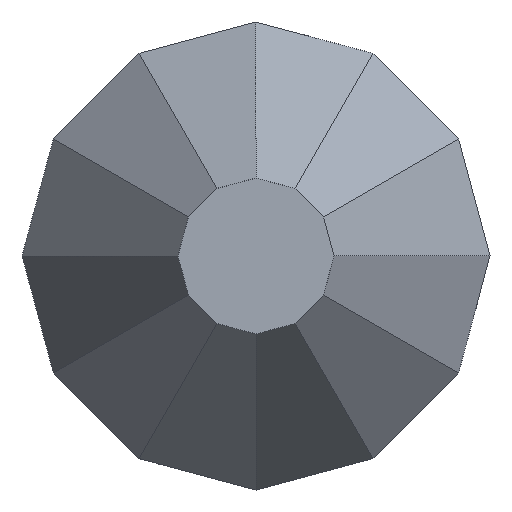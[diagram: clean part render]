
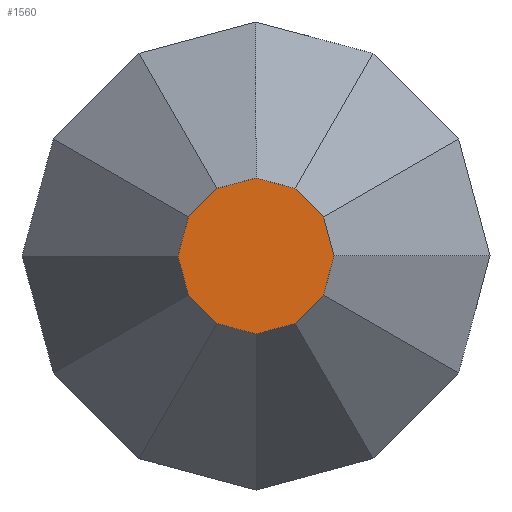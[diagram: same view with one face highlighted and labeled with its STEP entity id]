
A CAD part, front view. The second image highlights one B-rep face of the part: STEP entity #1560.
In plain terms, the highlighted planar face has unit normal (0, -1, 0).
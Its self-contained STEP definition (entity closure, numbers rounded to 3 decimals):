
#37=FACE_OUTER_BOUND('',#138,.T.);
#138=EDGE_LOOP('',(#1056,#1057,#1058,#1059,#1060,#1061,#1062,#1063,#1064,
#1065,#1066,#1067));
#231=LINE('',#2209,#449);
#234=LINE('',#2215,#452);
#237=LINE('',#2221,#455);
#240=LINE('',#2227,#458);
#243=LINE('',#2233,#461);
#246=LINE('',#2239,#464);
#249=LINE('',#2245,#467);
#252=LINE('',#2251,#470);
#255=LINE('',#2257,#473);
#258=LINE('',#2263,#476);
#261=LINE('',#2269,#479);
#264=LINE('',#2273,#482);
#449=VECTOR('',#1781,10.);
#452=VECTOR('',#1786,10.);
#455=VECTOR('',#1791,10.);
#458=VECTOR('',#1796,10.);
#461=VECTOR('',#1801,10.);
#464=VECTOR('',#1806,10.);
#467=VECTOR('',#1811,10.);
#470=VECTOR('',#1816,10.);
#473=VECTOR('',#1821,10.);
#476=VECTOR('',#1826,10.);
#479=VECTOR('',#1831,10.);
#482=VECTOR('',#1836,10.);
#667=VERTEX_POINT('',#2206);
#668=VERTEX_POINT('',#2208);
#670=VERTEX_POINT('',#2214);
#672=VERTEX_POINT('',#2220);
#674=VERTEX_POINT('',#2226);
#676=VERTEX_POINT('',#2232);
#678=VERTEX_POINT('',#2238);
#680=VERTEX_POINT('',#2244);
#682=VERTEX_POINT('',#2250);
#684=VERTEX_POINT('',#2256);
#686=VERTEX_POINT('',#2262);
#688=VERTEX_POINT('',#2268);
#790=EDGE_CURVE('',#668,#667,#231,.T.);
#793=EDGE_CURVE('',#670,#668,#234,.T.);
#796=EDGE_CURVE('',#672,#670,#237,.T.);
#799=EDGE_CURVE('',#674,#672,#240,.T.);
#802=EDGE_CURVE('',#676,#674,#243,.T.);
#805=EDGE_CURVE('',#678,#676,#246,.T.);
#808=EDGE_CURVE('',#680,#678,#249,.T.);
#811=EDGE_CURVE('',#682,#680,#252,.T.);
#814=EDGE_CURVE('',#684,#682,#255,.T.);
#817=EDGE_CURVE('',#686,#684,#258,.T.);
#820=EDGE_CURVE('',#688,#686,#261,.T.);
#823=EDGE_CURVE('',#667,#688,#264,.T.);
#1056=ORIENTED_EDGE('',*,*,#823,.T.);
#1057=ORIENTED_EDGE('',*,*,#820,.T.);
#1058=ORIENTED_EDGE('',*,*,#817,.T.);
#1059=ORIENTED_EDGE('',*,*,#814,.T.);
#1060=ORIENTED_EDGE('',*,*,#811,.T.);
#1061=ORIENTED_EDGE('',*,*,#808,.T.);
#1062=ORIENTED_EDGE('',*,*,#805,.T.);
#1063=ORIENTED_EDGE('',*,*,#802,.T.);
#1064=ORIENTED_EDGE('',*,*,#799,.T.);
#1065=ORIENTED_EDGE('',*,*,#796,.T.);
#1066=ORIENTED_EDGE('',*,*,#793,.T.);
#1067=ORIENTED_EDGE('',*,*,#790,.T.);
#1460=PLANE('',#1684);
#1560=ADVANCED_FACE('',(#37),#1460,.T.);
#1684=AXIS2_PLACEMENT_3D('',#2274,#1837,#1838);
#1781=DIRECTION('',(0.707,0.,-0.707));
#1786=DIRECTION('',(0.259,0.,-0.966));
#1791=DIRECTION('',(-0.259,0.,-0.966));
#1796=DIRECTION('',(-0.707,0.,-0.707));
#1801=DIRECTION('',(-0.966,0.,-0.259));
#1806=DIRECTION('',(-0.966,0.,0.259));
#1811=DIRECTION('',(-0.707,0.,0.707));
#1816=DIRECTION('',(-0.259,0.,0.966));
#1821=DIRECTION('',(0.259,0.,0.966));
#1826=DIRECTION('',(0.707,0.,0.707));
#1831=DIRECTION('',(0.966,0.,0.259));
#1836=DIRECTION('',(0.966,0.,-0.259));
#1837=DIRECTION('center_axis',(0.,-1.,0.));
#1838=DIRECTION('ref_axis',(0.,0.,-1.));
#2206=CARTESIAN_POINT('',(-1.5,-11.,-2.598));
#2208=CARTESIAN_POINT('',(-2.598,-11.,-1.5));
#2209=CARTESIAN_POINT('',(-2.598,-11.,-1.5));
#2214=CARTESIAN_POINT('',(-3.,-11.,0.));
#2215=CARTESIAN_POINT('',(-3.,-11.,0.));
#2220=CARTESIAN_POINT('',(-2.598,-11.,1.5));
#2221=CARTESIAN_POINT('',(-2.598,-11.,1.5));
#2226=CARTESIAN_POINT('',(-1.5,-11.,2.598));
#2227=CARTESIAN_POINT('',(-1.5,-11.,2.598));
#2232=CARTESIAN_POINT('',(0.,-11.,3.));
#2233=CARTESIAN_POINT('',(0.,-11.,3.));
#2238=CARTESIAN_POINT('',(1.5,-11.,2.598));
#2239=CARTESIAN_POINT('',(1.5,-11.,2.598));
#2244=CARTESIAN_POINT('',(2.598,-11.,1.5));
#2245=CARTESIAN_POINT('',(2.598,-11.,1.5));
#2250=CARTESIAN_POINT('',(3.,-11.,0.));
#2251=CARTESIAN_POINT('',(3.,-11.,0.));
#2256=CARTESIAN_POINT('',(2.598,-11.,-1.5));
#2257=CARTESIAN_POINT('',(2.598,-11.,-1.5));
#2262=CARTESIAN_POINT('',(1.5,-11.,-2.598));
#2263=CARTESIAN_POINT('',(1.5,-11.,-2.598));
#2268=CARTESIAN_POINT('',(0.,-11.,-3.));
#2269=CARTESIAN_POINT('',(0.,-11.,-3.));
#2273=CARTESIAN_POINT('',(-1.5,-11.,-2.598));
#2274=CARTESIAN_POINT('Origin',(0.,-11.,0.));
